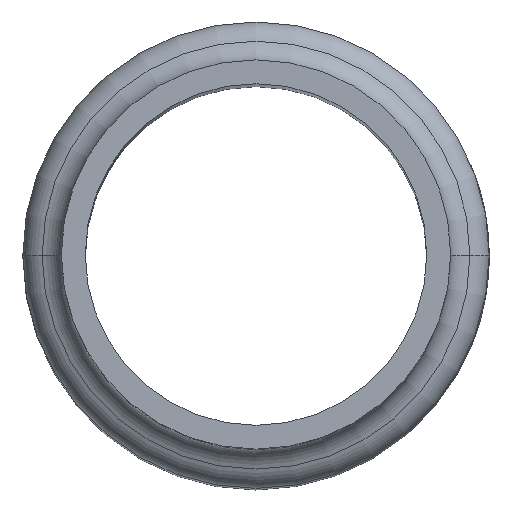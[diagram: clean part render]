
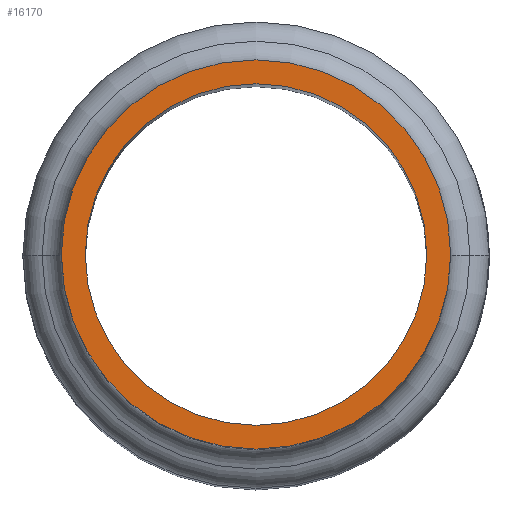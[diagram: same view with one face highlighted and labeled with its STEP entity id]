
A CAD part, top view. The second image highlights one B-rep face of the part: STEP entity #16170.
In plain terms, the highlighted planar face has unit normal (0, 0, 1).
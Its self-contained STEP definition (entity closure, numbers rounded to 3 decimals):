
#309 = DIRECTION ( 'NONE',  ( 0., 0., 1. ) ) ;
#1239 = DIRECTION ( 'NONE',  ( -1., 0., 0. ) ) ;
#2167 = AXIS2_PLACEMENT_3D ( 'NONE', #19971, #17754, #1239 ) ;
#2325 = DIRECTION ( 'NONE',  ( 1., 0., 0. ) ) ;
#2370 = DIRECTION ( 'NONE',  ( 1., 0., 0. ) ) ;
#2542 = CARTESIAN_POINT ( 'NONE',  ( 0., 0., 0. ) ) ;
#3457 = PLANE ( 'NONE',  #2167 ) ;
#4004 = AXIS2_PLACEMENT_3D ( 'NONE', #4450, #12929, #2370 ) ;
#4022 = VERTEX_POINT ( 'NONE', #21506 ) ;
#4450 = CARTESIAN_POINT ( 'NONE',  ( 0., 0., 0. ) ) ;
#4652 = EDGE_CURVE ( 'NONE', #18200, #4022, #18202, .T. ) ;
#7210 = EDGE_CURVE ( 'NONE', #4022, #18200, #23321, .T. ) ;
#7930 = ORIENTED_EDGE ( 'NONE', *, *, #7210, .F. ) ;
#8494 = ORIENTED_EDGE ( 'NONE', *, *, #4652, .F. ) ;
#8872 = AXIS2_PLACEMENT_3D ( 'NONE', #14819, #19654, #2325 ) ;
#10013 = VERTEX_POINT ( 'NONE', #13229 ) ;
#10057 = AXIS2_PLACEMENT_3D ( 'NONE', #15283, #19300, #14878 ) ;
#12929 = DIRECTION ( 'NONE',  ( 0., 0., 1. ) ) ;
#13229 = CARTESIAN_POINT ( 'NONE',  ( 21.2, 0., 0. ) ) ;
#14019 = FACE_OUTER_BOUND ( 'NONE', #24497, .T. ) ;
#14819 = CARTESIAN_POINT ( 'NONE',  ( 0., 0., 0. ) ) ;
#14878 = DIRECTION ( 'NONE',  ( 1., 0., 0. ) ) ;
#14910 = EDGE_CURVE ( 'NONE', #10013, #16092, #16319, .T. ) ;
#15283 = CARTESIAN_POINT ( 'NONE',  ( 0., 0., 0. ) ) ;
#16092 = VERTEX_POINT ( 'NONE', #24396 ) ;
#16170 = ADVANCED_FACE ( 'NONE', ( #20237, #14019 ), #3457, .F. ) ;
#16319 = CIRCLE ( 'NONE', #19855, 21.2 ) ;
#17754 = DIRECTION ( 'NONE',  ( 0., 0., -1. ) ) ;
#18131 = EDGE_LOOP ( 'NONE', ( #7930, #8494 ) ) ;
#18200 = VERTEX_POINT ( 'NONE', #20891 ) ;
#18202 = CIRCLE ( 'NONE', #4004, 18.6 ) ;
#19239 = ORIENTED_EDGE ( 'NONE', *, *, #19891, .T. ) ;
#19300 = DIRECTION ( 'NONE',  ( 0., 0., 1. ) ) ;
#19654 = DIRECTION ( 'NONE',  ( 0., 0., 1. ) ) ;
#19855 = AXIS2_PLACEMENT_3D ( 'NONE', #2542, #309, #25955 ) ;
#19891 = EDGE_CURVE ( 'NONE', #16092, #10013, #23926, .T. ) ;
#19971 = CARTESIAN_POINT ( 'NONE',  ( 0., 19.6, 0. ) ) ;
#20237 = FACE_BOUND ( 'NONE', #18131, .T. ) ;
#20891 = CARTESIAN_POINT ( 'NONE',  ( -18.6, 0., 0. ) ) ;
#21506 = CARTESIAN_POINT ( 'NONE',  ( 18.6, 0., 0. ) ) ;
#23321 = CIRCLE ( 'NONE', #10057, 18.6 ) ;
#23926 = CIRCLE ( 'NONE', #8872, 21.2 ) ;
#24396 = CARTESIAN_POINT ( 'NONE',  ( -21.2, 0., 0. ) ) ;
#24497 = EDGE_LOOP ( 'NONE', ( #26491, #19239 ) ) ;
#25955 = DIRECTION ( 'NONE',  ( 1., 0., 0. ) ) ;
#26491 = ORIENTED_EDGE ( 'NONE', *, *, #14910, .T. ) ;
